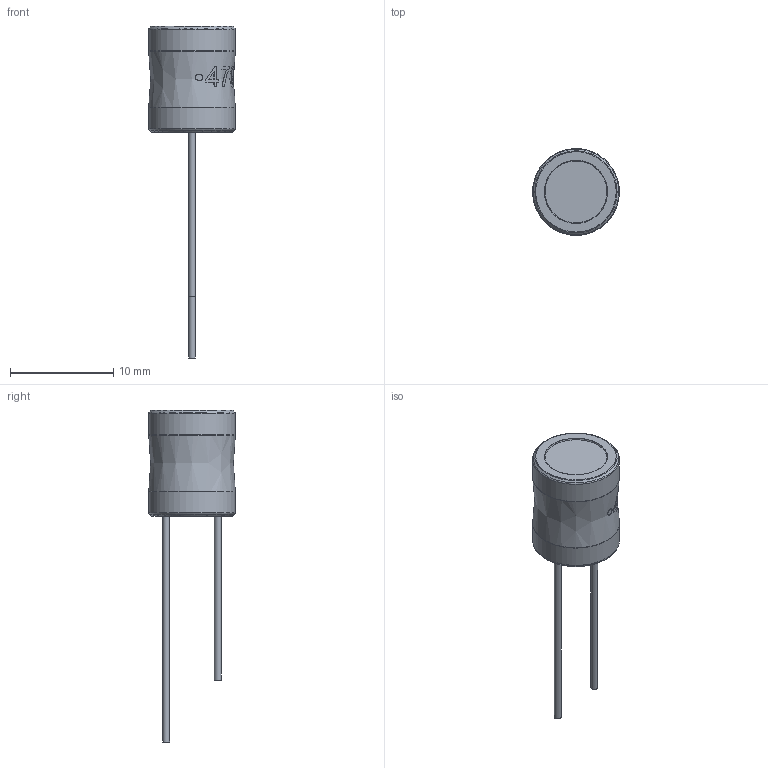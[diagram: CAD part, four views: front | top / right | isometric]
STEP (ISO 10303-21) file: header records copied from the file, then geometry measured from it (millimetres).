
FILE_DESCRIPTION( ('This file contains a STEP AP42 implementation' ,'as created by ZW3D STEP Interface translator.') ,'2;1' );
FILE_NAME( 'RB0914470KL.stp' ,'1910 3.134958', (''), ('ZWCAD Software Co.'), 'Version 1.0', 'ZW3D to STEP translator', '' );
FILE_SCHEMA( ('CONFIG_CONTROL_DESIGN') );
Length unit declared in the file: millimetre
Products named in the file (1): 0
Bounding box: 8.4 x 8.4 x 32.14 mm (x, y, z)
Volume: 375.1 mm3; surface area: 1060.1 mm2
Topology: 8 solids, 8 shells, 105 faces, 237 edges, 154 vertices
Faces by surface type: bspline 105
Entity records: 3925 total; most frequent: CARTESIAN_POINT 2507, ORIENTED_EDGE 474, EDGE_CURVE 237, VERTEX_POINT 154, B_SPLINE_CURVE_WITH_KNOTS 131, EDGE_LOOP 117, FACE_OUTER_BOUND 105, ADVANCED_FACE 105
